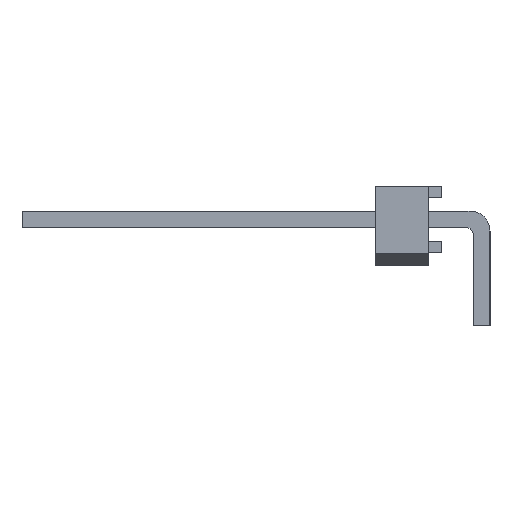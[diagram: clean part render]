
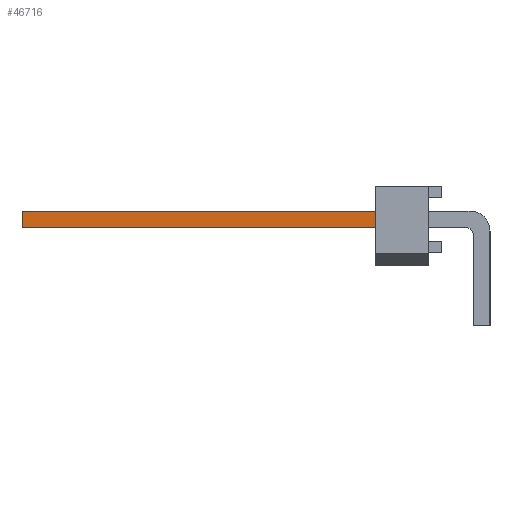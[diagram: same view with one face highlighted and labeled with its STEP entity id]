
A CAD part, left-side view. The second image highlights one B-rep face of the part: STEP entity #46716.
In plain terms, the highlighted face is planar.
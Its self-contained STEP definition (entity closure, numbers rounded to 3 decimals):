
#44769 = VERTEX_POINT('',#44770);
#44770 = CARTESIAN_POINT('',(38.418,17.526,-0.318));
#44776 = EDGE_CURVE('',#44777,#44769,#44779,.T.);
#44777 = VERTEX_POINT('',#44778);
#44778 = CARTESIAN_POINT('',(38.418,2.921,-0.318));
#44779 = LINE('',#44780,#44781);
#44780 = CARTESIAN_POINT('',(38.418,0.445,-0.318));
#44781 = VECTOR('',#44782,1.);
#44782 = DIRECTION('',(0.,1.,0.));
#46009 = VERTEX_POINT('',#46010);
#46010 = CARTESIAN_POINT('',(38.418,2.921,0.318));
#46016 = EDGE_CURVE('',#46017,#46009,#46019,.T.);
#46017 = VERTEX_POINT('',#46018);
#46018 = CARTESIAN_POINT('',(38.418,17.526,0.318));
#46019 = LINE('',#46020,#46021);
#46020 = CARTESIAN_POINT('',(38.418,17.526,0.318));
#46021 = VECTOR('',#46022,1.);
#46022 = DIRECTION('',(0.,-1.,0.));
#46705 = EDGE_CURVE('',#44769,#46017,#46706,.T.);
#46706 = LINE('',#46707,#46708);
#46707 = CARTESIAN_POINT('',(38.418,17.526,-0.318));
#46708 = VECTOR('',#46709,1.);
#46709 = DIRECTION('',(0.,0.,1.));
#46716 = ADVANCED_FACE('',(#46717),#46728,.T.);
#46717 = FACE_BOUND('',#46718,.T.);
#46718 = EDGE_LOOP('',(#46719,#46720,#46726,#46727));
#46719 = ORIENTED_EDGE('',*,*,#46016,.T.);
#46720 = ORIENTED_EDGE('',*,*,#46721,.T.);
#46721 = EDGE_CURVE('',#46009,#44777,#46722,.T.);
#46722 = LINE('',#46723,#46724);
#46723 = CARTESIAN_POINT('',(38.418,2.921,0.445));
#46724 = VECTOR('',#46725,1.);
#46725 = DIRECTION('',(0.,0.,-1.));
#46726 = ORIENTED_EDGE('',*,*,#44776,.T.);
#46727 = ORIENTED_EDGE('',*,*,#46705,.T.);
#46728 = PLANE('',#46729);
#46729 = AXIS2_PLACEMENT_3D('',#46730,#46731,#46732);
#46730 = CARTESIAN_POINT('',(38.418,0.445,0.445));
#46731 = DIRECTION('',(1.,0.,0.));
#46732 = DIRECTION('',(0.,0.,-1.));
